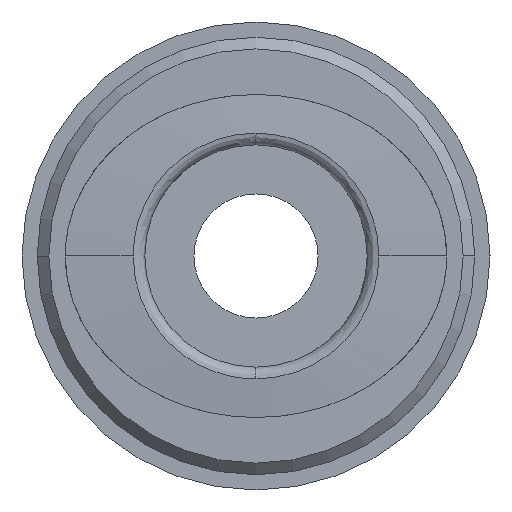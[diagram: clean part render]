
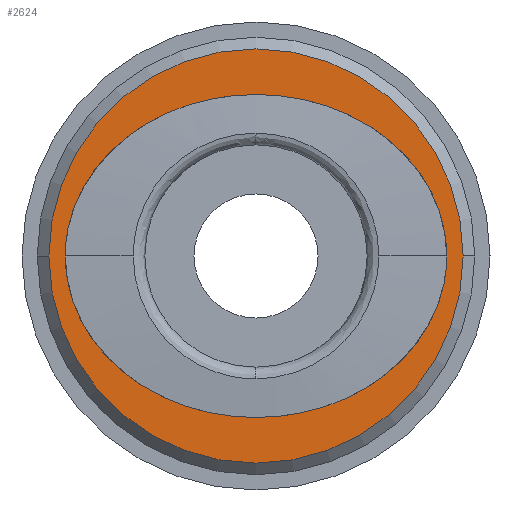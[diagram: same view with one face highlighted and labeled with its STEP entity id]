
A CAD part, front view. The second image highlights one B-rep face of the part: STEP entity #2624.
In plain terms, the highlighted planar face has unit normal (0, -1, 0).
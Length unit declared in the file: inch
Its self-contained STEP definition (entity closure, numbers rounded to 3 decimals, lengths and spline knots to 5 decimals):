
#160 = CARTESIAN_POINT ( 'NONE',  ( 0.32087, 0.07096, 0. ) ) ;
#193 = CARTESIAN_POINT ( 'NONE',  ( -0.34843, 0.07096, 0. ) ) ;
#206 = ORIENTED_EDGE ( 'NONE', *, *, #1355, .T. ) ;
#338 = CARTESIAN_POINT ( 'NONE',  ( 0., 0.07096, 0. ) ) ;
#495 = FACE_OUTER_BOUND ( 'NONE', #2190, .T. ) ;
#548 = DIRECTION ( 'NONE',  ( -1., 0., 0. ) ) ;
#560 = AXIS2_PLACEMENT_3D ( 'NONE', #338, #1769, #548 ) ;
#614 = DIRECTION ( 'NONE',  ( 0., -1., 0. ) ) ;
#713 = CARTESIAN_POINT ( 'NONE',  ( 0., 0.07096, 0. ) ) ;
#823 = CARTESIAN_POINT ( 'NONE',  ( 0.32087, 0.07096, 0. ) ) ;
#920 = DIRECTION ( 'NONE',  ( -1., 0., 0. ) ) ;
#926 = VERTEX_POINT ( 'NONE', #160 ) ;
#1034 = FACE_BOUND ( 'NONE', #1651, .T. ) ;
#1107 = CARTESIAN_POINT ( 'NONE',  ( 0.32087, 0.07096, 0.27165 ) ) ;
#1208 =( BOUNDED_CURVE ( )  B_SPLINE_CURVE ( 2, ( #823, #2047, #2453, #1236, #2654 ),
 .UNSPECIFIED., .F., .F. ) 
 B_SPLINE_CURVE_WITH_KNOTS ( ( 3, 2, 3 ),
 ( 0.02369, 0.03552, 0.04734 ),
 .UNSPECIFIED. ) 
 CURVE ( )  GEOMETRIC_REPRESENTATION_ITEM ( )  RATIONAL_B_SPLINE_CURVE ( ( 1., 0.707, 1., 0.707, 1. ) ) 
 REPRESENTATION_ITEM ( '' )  );
#1235 = CIRCLE ( 'NONE', #560, 0.34843 ) ;
#1236 = CARTESIAN_POINT ( 'NONE',  ( -0.32087, 0.07096, -0.27165 ) ) ;
#1308 = CARTESIAN_POINT ( 'NONE',  ( -0.32087, 0.07096, 0. ) ) ;
#1332 = VERTEX_POINT ( 'NONE', #1308 ) ;
#1355 = EDGE_CURVE ( 'NONE', #1332, #926, #1861, .T. ) ;
#1651 = EDGE_LOOP ( 'NONE', ( #206, #2657 ) ) ;
#1715 = CARTESIAN_POINT ( 'NONE',  ( -0.32087, 0.07096, 0.27165 ) ) ;
#1769 = DIRECTION ( 'NONE',  ( 0., -1., 0. ) ) ;
#1794 = CARTESIAN_POINT ( 'NONE',  ( 0.34843, 0.07096, 0. ) ) ;
#1861 =( BOUNDED_CURVE ( )  B_SPLINE_CURVE ( 2, ( #2525, #1715, #2331, #1107, #2534 ),
 .UNSPECIFIED., .F., .F. ) 
 B_SPLINE_CURVE_WITH_KNOTS ( ( 3, 2, 3 ),
 ( 0., 0.01185, 0.02369 ),
 .UNSPECIFIED. ) 
 CURVE ( )  GEOMETRIC_REPRESENTATION_ITEM ( )  RATIONAL_B_SPLINE_CURVE ( ( 1., 0.707, 1., 0.707, 1. ) ) 
 REPRESENTATION_ITEM ( '' )  );
#1890 = EDGE_CURVE ( 'NONE', #2454, #2099, #1235, .T. ) ;
#1960 = AXIS2_PLACEMENT_3D ( 'NONE', #193, #614, #2040 ) ;
#2020 = AXIS2_PLACEMENT_3D ( 'NONE', #713, #2140, #920 ) ;
#2030 = CARTESIAN_POINT ( 'NONE',  ( -0.34843, 0.07096, 0. ) ) ;
#2040 = DIRECTION ( 'NONE',  ( 1., 0., 0. ) ) ;
#2047 = CARTESIAN_POINT ( 'NONE',  ( 0.32087, 0.07096, -0.27165 ) ) ;
#2099 = VERTEX_POINT ( 'NONE', #2030 ) ;
#2121 = EDGE_CURVE ( 'NONE', #926, #1332, #1208, .T. ) ;
#2140 = DIRECTION ( 'NONE',  ( 0., -1., 0. ) ) ;
#2170 = ORIENTED_EDGE ( 'NONE', *, *, #1890, .T. ) ;
#2190 = EDGE_LOOP ( 'NONE', ( #2617, #2170 ) ) ;
#2331 = CARTESIAN_POINT ( 'NONE',  ( 0., 0.07096, 0.27165 ) ) ;
#2355 = EDGE_CURVE ( 'NONE', #2099, #2454, #2448, .T. ) ;
#2448 = CIRCLE ( 'NONE', #2020, 0.34843 ) ;
#2453 = CARTESIAN_POINT ( 'NONE',  ( 0., 0.07096, -0.27165 ) ) ;
#2454 = VERTEX_POINT ( 'NONE', #1794 ) ;
#2525 = CARTESIAN_POINT ( 'NONE',  ( -0.32087, 0.07096, 0. ) ) ;
#2534 = CARTESIAN_POINT ( 'NONE',  ( 0.32087, 0.07096, 0. ) ) ;
#2617 = ORIENTED_EDGE ( 'NONE', *, *, #2355, .T. ) ;
#2624 = ADVANCED_FACE ( 'NONE', ( #1034, #495 ), #2643, .T. ) ;
#2643 = PLANE ( 'NONE',  #1960 ) ;
#2654 = CARTESIAN_POINT ( 'NONE',  ( -0.32087, 0.07096, 0. ) ) ;
#2657 = ORIENTED_EDGE ( 'NONE', *, *, #2121, .T. ) ;
